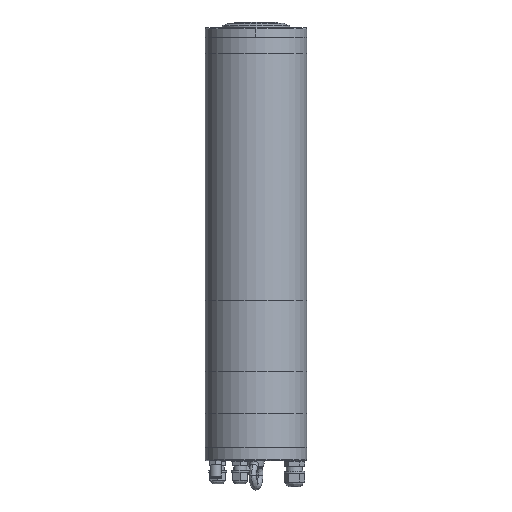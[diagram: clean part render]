
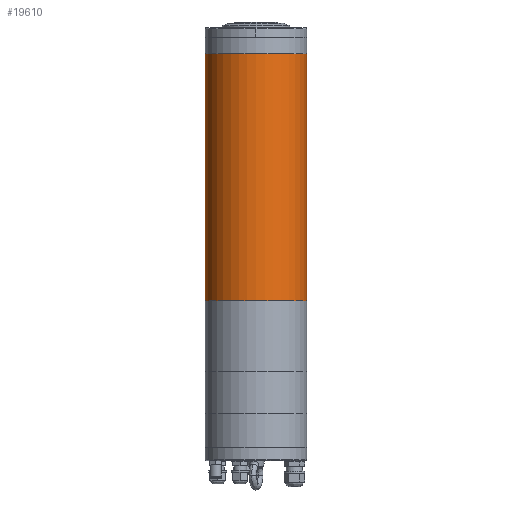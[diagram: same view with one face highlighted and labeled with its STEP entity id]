
A CAD part, front view. The second image highlights one B-rep face of the part: STEP entity #19610.
In plain terms, the highlighted cylindrical face has radius 62.5 mm (diameter 125 mm), a partial arc.
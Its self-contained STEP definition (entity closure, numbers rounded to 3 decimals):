
#555 = CARTESIAN_POINT ( 'NONE',  ( 0., 0., 0. ) ) ;
#818 = AXIS2_PLACEMENT_3D ( 'NONE', #555, #6498, #2093 ) ;
#1223 = EDGE_CURVE ( 'NONE', #18826, #7321, #6041, .T. ) ;
#1415 = LINE ( 'NONE', #19275, #11016 ) ;
#1939 = CARTESIAN_POINT ( 'NONE',  ( 0., 0., 303. ) ) ;
#1960 = VECTOR ( 'NONE', #4183, 1000. ) ;
#2093 = DIRECTION ( 'NONE',  ( -1., 0., 0. ) ) ;
#2587 = CARTESIAN_POINT ( 'NONE',  ( 62.5, 0., 303. ) ) ;
#2654 = AXIS2_PLACEMENT_3D ( 'NONE', #9791, #6901, #19038 ) ;
#2771 = CYLINDRICAL_SURFACE ( 'NONE', #2654, 62.5 ) ;
#3314 = EDGE_CURVE ( 'NONE', #11051, #17723, #1415, .T. ) ;
#3909 = CARTESIAN_POINT ( 'NONE',  ( -62.5, 0., 0. ) ) ;
#4001 = DIRECTION ( 'NONE',  ( 0., 0., -1. ) ) ;
#4183 = DIRECTION ( 'NONE',  ( 0., 0., -1. ) ) ;
#5335 = ORIENTED_EDGE ( 'NONE', *, *, #1223, .F. ) ;
#6041 = LINE ( 'NONE', #13490, #1960 ) ;
#6498 = DIRECTION ( 'NONE',  ( 0., 0., 1. ) ) ;
#6723 = ORIENTED_EDGE ( 'NONE', *, *, #18070, .T. ) ;
#6901 = DIRECTION ( 'NONE',  ( 0., 0., -1. ) ) ;
#7321 = VERTEX_POINT ( 'NONE', #16379 ) ;
#7346 = CARTESIAN_POINT ( 'NONE',  ( -62.5, 0., 303. ) ) ;
#7828 = FACE_OUTER_BOUND ( 'NONE', #18975, .T. ) ;
#8110 = EDGE_CURVE ( 'NONE', #18826, #11051, #14837, .T. ) ;
#9791 = CARTESIAN_POINT ( 'NONE',  ( 0., 0., 303. ) ) ;
#11016 = VECTOR ( 'NONE', #4001, 1000. ) ;
#11051 = VERTEX_POINT ( 'NONE', #7346 ) ;
#11077 = DIRECTION ( 'NONE',  ( 0., 0., -1. ) ) ;
#13264 = ORIENTED_EDGE ( 'NONE', *, *, #8110, .T. ) ;
#13490 = CARTESIAN_POINT ( 'NONE',  ( 62.5, 0., 303. ) ) ;
#14143 = DIRECTION ( 'NONE',  ( -1., 0., 0. ) ) ;
#14767 = ORIENTED_EDGE ( 'NONE', *, *, #3314, .T. ) ;
#14837 = CIRCLE ( 'NONE', #19517, 62.5 ) ;
#15690 = CIRCLE ( 'NONE', #818, 62.5 ) ;
#16379 = CARTESIAN_POINT ( 'NONE',  ( 62.5, 0., 0. ) ) ;
#17723 = VERTEX_POINT ( 'NONE', #3909 ) ;
#18070 = EDGE_CURVE ( 'NONE', #17723, #7321, #15690, .T. ) ;
#18826 = VERTEX_POINT ( 'NONE', #2587 ) ;
#18975 = EDGE_LOOP ( 'NONE', ( #5335, #13264, #14767, #6723 ) ) ;
#19038 = DIRECTION ( 'NONE',  ( -1., 0., 0. ) ) ;
#19275 = CARTESIAN_POINT ( 'NONE',  ( -62.5, 0., 303. ) ) ;
#19517 = AXIS2_PLACEMENT_3D ( 'NONE', #1939, #11077, #14143 ) ;
#19610 = ADVANCED_FACE ( 'NONE', ( #7828 ), #2771, .T. ) ;
